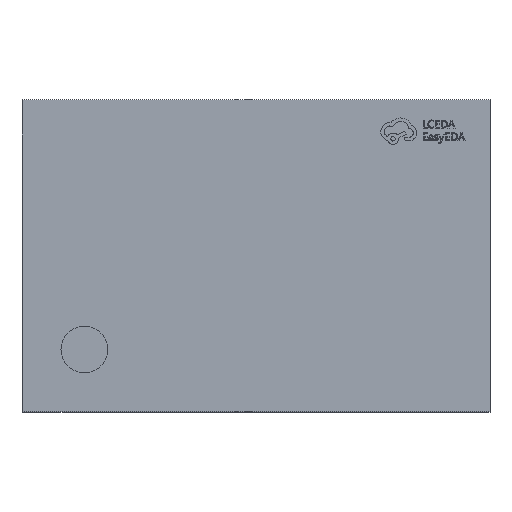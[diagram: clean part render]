
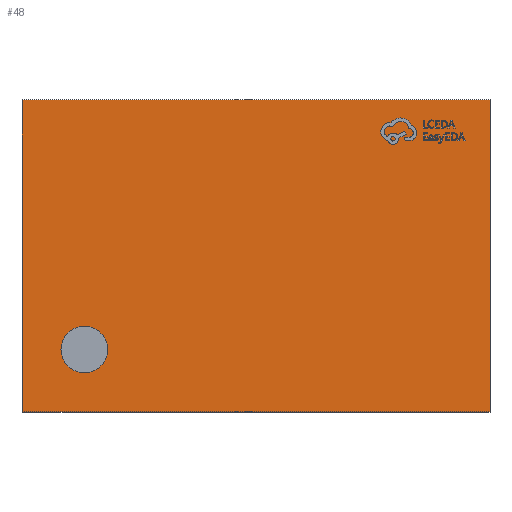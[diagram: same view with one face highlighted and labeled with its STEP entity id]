
A CAD part, top view. The second image highlights one B-rep face of the part: STEP entity #48.
In plain terms, the highlighted planar face has unit normal (0, 0, 1).
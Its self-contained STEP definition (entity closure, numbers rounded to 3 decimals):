
#48 = ADVANCED_FACE ( 'NONE', ( #2830, #15548 ), #14247, .F. ) ;
#244 = CARTESIAN_POINT ( 'NONE',  ( 1.5, -1., 0.73 ) ) ;
#299 = ORIENTED_EDGE ( 'NONE', *, *, #12153, .T. ) ;
#463 = DIRECTION ( 'NONE',  ( -1., 0., 0. ) ) ;
#693 = VERTEX_POINT ( 'NONE', #17368 ) ;
#757 = CIRCLE ( 'NONE', #15230, 0.15 ) ;
#1044 = EDGE_CURVE ( 'NONE', #4595, #17374, #14741, .T. ) ;
#1137 = DIRECTION ( 'NONE',  ( 0., -1., 0. ) ) ;
#1224 = CARTESIAN_POINT ( 'NONE',  ( -1.5, -1., 0.73 ) ) ;
#1618 = CARTESIAN_POINT ( 'NONE',  ( 1.5, 1., 0.73 ) ) ;
#2815 = LINE ( 'NONE', #4370, #14082 ) ;
#2830 = FACE_BOUND ( 'NONE', #9989, .T. ) ;
#3047 = EDGE_CURVE ( 'NONE', #17374, #11405, #4903, .T. ) ;
#3254 = CARTESIAN_POINT ( 'NONE',  ( -1.5, 1., 0.73 ) ) ;
#4172 = DIRECTION ( 'NONE',  ( 0., 0., 1. ) ) ;
#4362 = VERTEX_POINT ( 'NONE', #7219 ) ;
#4370 = CARTESIAN_POINT ( 'NONE',  ( 1.5, -1., 0.73 ) ) ;
#4595 = VERTEX_POINT ( 'NONE', #1618 ) ;
#4903 = LINE ( 'NONE', #1224, #7793 ) ;
#5092 = EDGE_CURVE ( 'NONE', #693, #4362, #12891, .T. ) ;
#5132 = CARTESIAN_POINT ( 'NONE',  ( -1.5, -1., 0.73 ) ) ;
#6740 = EDGE_CURVE ( 'NONE', #4362, #693, #757, .T. ) ;
#7219 = CARTESIAN_POINT ( 'NONE',  ( -0.95, -0.6, 0.73 ) ) ;
#7793 = VECTOR ( 'NONE', #1137, 1000. ) ;
#7985 = AXIS2_PLACEMENT_3D ( 'NONE', #11370, #14077, #463 ) ;
#9989 = EDGE_LOOP ( 'NONE', ( #16974, #10034 ) ) ;
#10007 = DIRECTION ( 'NONE',  ( 0., 0., 1. ) ) ;
#10034 = ORIENTED_EDGE ( 'NONE', *, *, #5092, .F. ) ;
#10217 = ORIENTED_EDGE ( 'NONE', *, *, #17924, .T. ) ;
#11155 = EDGE_LOOP ( 'NONE', ( #299, #12243, #12883, #10217 ) ) ;
#11370 = CARTESIAN_POINT ( 'NONE',  ( 0., 0., 0.73 ) ) ;
#11405 = VERTEX_POINT ( 'NONE', #13624 ) ;
#12153 = EDGE_CURVE ( 'NONE', #15101, #4595, #2815, .T. ) ;
#12181 = CARTESIAN_POINT ( 'NONE',  ( -1.1, -0.6, 0.73 ) ) ;
#12243 = ORIENTED_EDGE ( 'NONE', *, *, #1044, .T. ) ;
#12282 = DIRECTION ( 'NONE',  ( -1., 0., 0. ) ) ;
#12533 = CARTESIAN_POINT ( 'NONE',  ( -1.1, -0.6, 0.73 ) ) ;
#12546 = DIRECTION ( 'NONE',  ( 0., 1., 0. ) ) ;
#12883 = ORIENTED_EDGE ( 'NONE', *, *, #3047, .T. ) ;
#12891 = CIRCLE ( 'NONE', #16346, 0.15 ) ;
#12916 = VECTOR ( 'NONE', #12282, 1000. ) ;
#13624 = CARTESIAN_POINT ( 'NONE',  ( -1.5, -1., 0.73 ) ) ;
#14049 = DIRECTION ( 'NONE',  ( 1., 0., 0. ) ) ;
#14077 = DIRECTION ( 'NONE',  ( 0., 0., -1. ) ) ;
#14082 = VECTOR ( 'NONE', #12546, 1000. ) ;
#14247 = PLANE ( 'NONE',  #7985 ) ;
#14741 = LINE ( 'NONE', #16357, #12916 ) ;
#15101 = VERTEX_POINT ( 'NONE', #244 ) ;
#15180 = VECTOR ( 'NONE', #16182, 1000. ) ;
#15230 = AXIS2_PLACEMENT_3D ( 'NONE', #12181, #10007, #14049 ) ;
#15548 = FACE_OUTER_BOUND ( 'NONE', #11155, .T. ) ;
#16182 = DIRECTION ( 'NONE',  ( 1., 0., 0. ) ) ;
#16346 = AXIS2_PLACEMENT_3D ( 'NONE', #12533, #4172, #16703 ) ;
#16357 = CARTESIAN_POINT ( 'NONE',  ( -1.5, 1., 0.73 ) ) ;
#16703 = DIRECTION ( 'NONE',  ( 1., 0., 0. ) ) ;
#16974 = ORIENTED_EDGE ( 'NONE', *, *, #6740, .F. ) ;
#17368 = CARTESIAN_POINT ( 'NONE',  ( -1.25, -0.6, 0.73 ) ) ;
#17374 = VERTEX_POINT ( 'NONE', #3254 ) ;
#17531 = LINE ( 'NONE', #5132, #15180 ) ;
#17924 = EDGE_CURVE ( 'NONE', #11405, #15101, #17531, .T. ) ;
